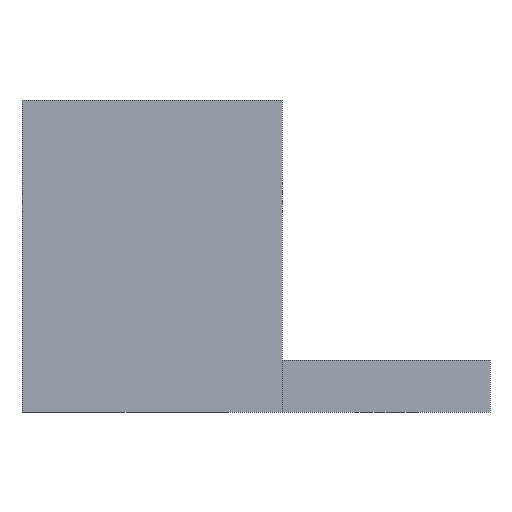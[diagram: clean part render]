
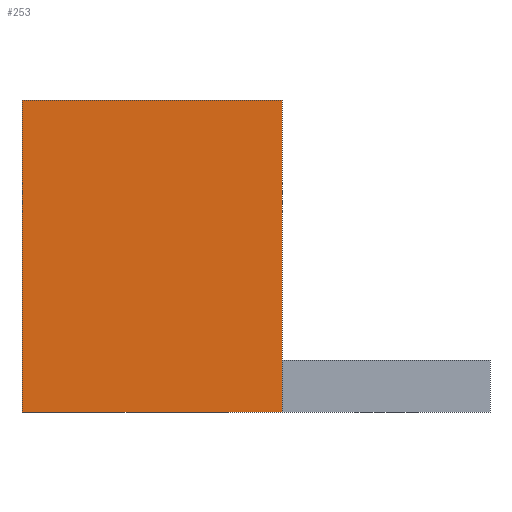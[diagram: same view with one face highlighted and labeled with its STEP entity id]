
A CAD part, front view. The second image highlights one B-rep face of the part: STEP entity #253.
In plain terms, the highlighted planar face has unit normal (0, -1, 0).
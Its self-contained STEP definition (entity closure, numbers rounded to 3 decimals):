
#165=CARTESIAN_POINT('',(948.249,-369.233,16.493));
#166=VERTEX_POINT('',#165);
#167=CARTESIAN_POINT('',(948.249,-369.233,-13.507));
#168=VERTEX_POINT('',#167);
#169=CARTESIAN_POINT('',(948.249,-369.233,16.493));
#170=DIRECTION('',(-0.,0.,-1.));
#171=VECTOR('',#170,30.);
#172=LINE('',#169,#171);
#173=EDGE_CURVE('',#166,#168,#172,.T.);
#223=CARTESIAN_POINT('',(935.749,-369.233,16.493));
#224=DIRECTION('',(0.,-1.,-0.));
#225=DIRECTION('',(1.,0.,-0.));
#226=AXIS2_PLACEMENT_3D('',#223,#224,#225);
#227=PLANE('',#226);
#228=CARTESIAN_POINT('',(923.249,-369.233,16.493));
#229=VERTEX_POINT('',#228);
#230=CARTESIAN_POINT('',(923.249,-369.233,-13.507));
#231=VERTEX_POINT('',#230);
#232=CARTESIAN_POINT('',(923.249,-369.233,16.493));
#233=DIRECTION('',(-0.,0.,-1.));
#234=VECTOR('',#233,30.);
#235=LINE('',#232,#234);
#236=EDGE_CURVE('',#229,#231,#235,.T.);
#237=ORIENTED_EDGE('',*,*,#236,.T.);
#238=CARTESIAN_POINT('',(948.249,-369.233,-13.507));
#239=DIRECTION('',(-1.,-0.,0.));
#240=VECTOR('',#239,25.);
#241=LINE('',#238,#240);
#242=EDGE_CURVE('',#168,#231,#241,.T.);
#243=ORIENTED_EDGE('',*,*,#242,.F.);
#244=ORIENTED_EDGE('',*,*,#173,.F.);
#245=CARTESIAN_POINT('',(948.249,-369.233,16.493));
#246=DIRECTION('',(-1.,-0.,0.));
#247=VECTOR('',#246,25.);
#248=LINE('',#245,#247);
#249=EDGE_CURVE('',#166,#229,#248,.T.);
#250=ORIENTED_EDGE('',*,*,#249,.T.);
#251=EDGE_LOOP('',(#237,#243,#244,#250));
#252=FACE_BOUND('',#251,.T.);
#253=ADVANCED_FACE('',(#252),#227,.T.);
